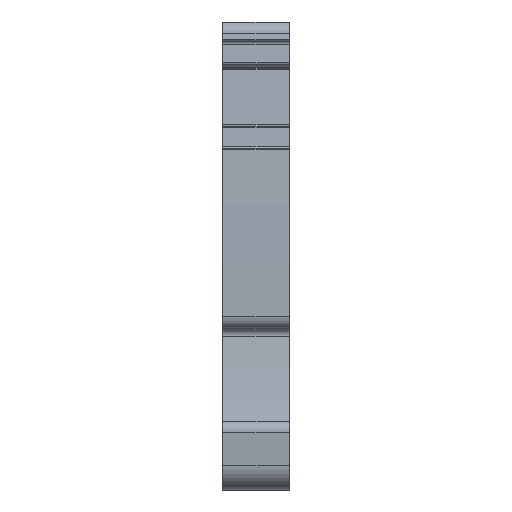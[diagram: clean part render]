
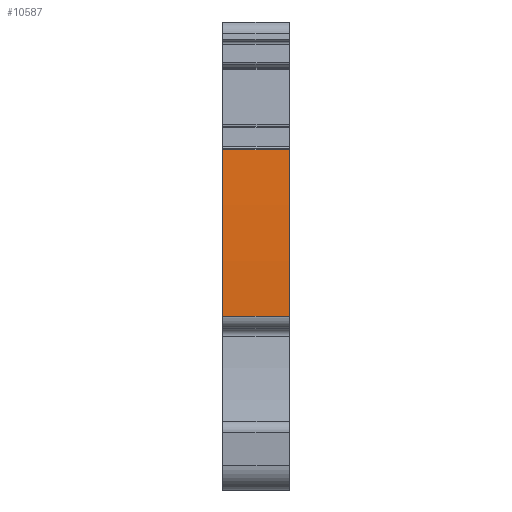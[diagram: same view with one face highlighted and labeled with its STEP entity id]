
A CAD part, front view. The second image highlights one B-rep face of the part: STEP entity #10587.
In plain terms, the highlighted cylindrical face has radius 154.9 mm (diameter 309.8 mm), a partial arc.
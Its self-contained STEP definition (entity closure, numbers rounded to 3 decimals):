
#2142=AXIS2_PLACEMENT_3D('Circle Axis2P3D',#2140,#2141,$) ;
#2149=AXIS2_PLACEMENT_3D('Circle Axis2P3D',#2147,#2148,$) ;
#2797=AXIS2_PLACEMENT_3D('Cylinder Axis2P3D',#2794,#2795,#2796) ;
#3274=AXIS2_PLACEMENT_3D('Circle Axis2P3D',#3272,#3273,$) ;
#3281=AXIS2_PLACEMENT_3D('Circle Axis2P3D',#3279,#3280,$) ;
#2137=CARTESIAN_POINT('Vertex',(0.,1.529,13.427)) ;
#2140=CARTESIAN_POINT('Axis2P3D Location',(0.,156.391,17.05)) ;
#2144=CARTESIAN_POINT('Vertex',(0.,1.528,13.45)) ;
#2147=CARTESIAN_POINT('Axis2P3D Location',(0.,156.387,17.05)) ;
#2151=CARTESIAN_POINT('Vertex',(0.,1.761,26.266)) ;
#2794=CARTESIAN_POINT('Axis2P3D Location',(2.55,156.387,17.05)) ;
#3269=CARTESIAN_POINT('Vertex',(5.1,1.761,26.266)) ;
#3272=CARTESIAN_POINT('Axis2P3D Location',(5.1,156.387,17.05)) ;
#3276=CARTESIAN_POINT('Vertex',(5.1,1.528,13.45)) ;
#3279=CARTESIAN_POINT('Axis2P3D Location',(5.1,156.376,17.05)) ;
#3283=CARTESIAN_POINT('Vertex',(5.1,1.529,13.427)) ;
#10562=CARTESIAN_POINT('Line Origine',(2.55,1.529,13.427)) ;
#10574=CARTESIAN_POINT('Line Origine',(2.55,1.761,26.266)) ;
#2141=DIRECTION('Axis2P3D Direction',(1.,0.,0.)) ;
#2148=DIRECTION('Axis2P3D Direction',(1.,0.,0.)) ;
#2795=DIRECTION('Axis2P3D Direction',(1.,0.,0.)) ;
#2796=DIRECTION('Axis2P3D XDirection',(0.,-0.993,0.118)) ;
#3273=DIRECTION('Axis2P3D Direction',(1.,0.,0.)) ;
#3280=DIRECTION('Axis2P3D Direction',(1.,0.,0.)) ;
#10563=DIRECTION('Vector Direction',(1.,0.,0.)) ;
#10575=DIRECTION('Vector Direction',(1.,0.,0.)) ;
#10564=VECTOR('Line Direction',#10563,1.) ;
#10576=VECTOR('Line Direction',#10575,1.) ;
#10580=ORIENTED_EDGE('',*,*,#3278,.F.) ;
#10581=ORIENTED_EDGE('',*,*,#10578,.F.) ;
#10582=ORIENTED_EDGE('',*,*,#2153,.T.) ;
#10583=ORIENTED_EDGE('',*,*,#2146,.T.) ;
#10584=ORIENTED_EDGE('',*,*,#10566,.T.) ;
#10585=ORIENTED_EDGE('',*,*,#3285,.F.) ;
#10587=ADVANCED_FACE('MLD',(#10586),#2798,.T.) ;
#2143=CIRCLE('generated circle',#2142,154.905) ;
#2150=CIRCLE('generated circle',#2149,154.9) ;
#3275=CIRCLE('generated circle',#3274,154.9) ;
#3282=CIRCLE('generated circle',#3281,154.89) ;
#2798=CYLINDRICAL_SURFACE('generated cylinder',#2797,154.9) ;
#2146=EDGE_CURVE('',#2145,#2138,#2143,.T.) ;
#2153=EDGE_CURVE('',#2152,#2145,#2150,.T.) ;
#3278=EDGE_CURVE('',#3270,#3277,#3275,.T.) ;
#3285=EDGE_CURVE('',#3277,#3284,#3282,.T.) ;
#10566=EDGE_CURVE('',#2138,#3284,#10565,.T.) ;
#10578=EDGE_CURVE('',#2152,#3270,#10577,.T.) ;
#10579=EDGE_LOOP('',(#10580,#10581,#10582,#10583,#10584,#10585)) ;
#10586=FACE_OUTER_BOUND('',#10579,.T.) ;
#10565=LINE('Line',#10562,#10564) ;
#10577=LINE('Line',#10574,#10576) ;
#2138=VERTEX_POINT('',#2137) ;
#2145=VERTEX_POINT('',#2144) ;
#2152=VERTEX_POINT('',#2151) ;
#3270=VERTEX_POINT('',#3269) ;
#3277=VERTEX_POINT('',#3276) ;
#3284=VERTEX_POINT('',#3283) ;
